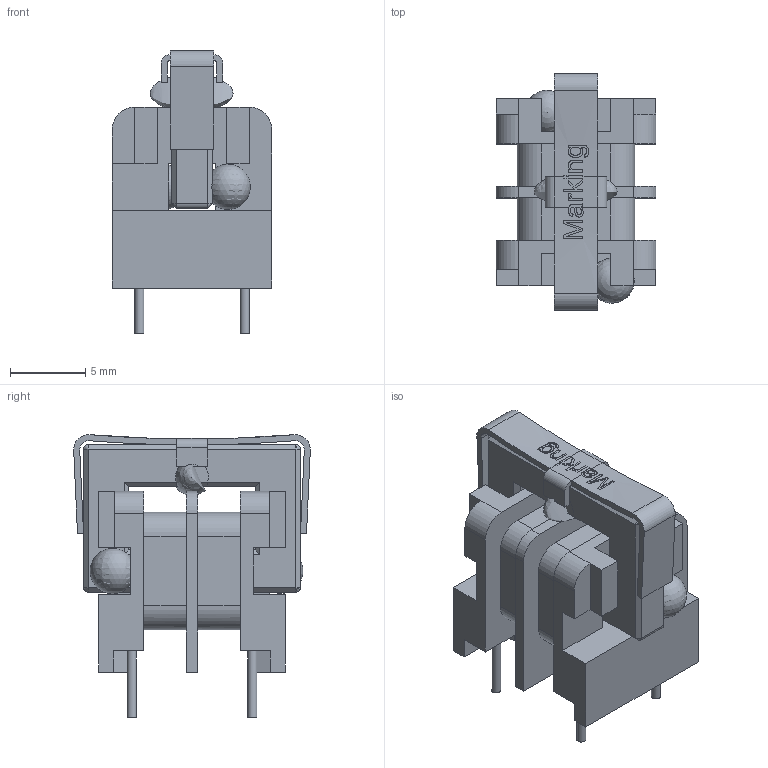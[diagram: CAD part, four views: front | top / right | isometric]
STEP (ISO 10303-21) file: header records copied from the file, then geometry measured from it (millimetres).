
FILE_DESCRIPTION(/* description */ ('Unknown'),/* implementation_level */ '2;1');
FILE_NAME(/* name */ '744862xxx',/* time_stamp */ '2020-07-15T16:41:57+02:00',/* author */ ('Unknown'),/* organization */ ('Unknown'),/* preprocessor_version */ 'ST-DEVELOPER v16.7',/* originating_system */ 'DEX',/* authorisation */ $);
FILE_SCHEMA (('AUTOMOTIVE_DESIGN {1 0 10303 214 3 1 1}'));
Length unit declared in the file: millimetre
Products named in the file (7): 744862xxx; bobbin_UU-9.8; core_UU-9.8; clip_UU-9.8; Glue 3; Glue 2; Glue 1
Assembly tree (7 placements, depth 2):
  744862xxx
    bobbin_UU-9.8
    core_UU-9.8  x2
    clip_UU-9.8
    Glue 3
    Glue 2
    Glue 1
Bounding box: 10.6 x 15.7 x 18.75 mm (x, y, z)
Volume: 1202.2 mm3; surface area: 1888.8 mm2
Topology: 7 solids, 7 shells, 297 faces, 769 edges, 488 vertices
Faces by surface type: plane 222, cylinder 48, bspline 17, cone 8, sphere 2
Full cylindrical faces by diameter (mm): 0.6 x4
Entity records: 10463 total; most frequent: CARTESIAN_POINT 2296, ORIENTED_EDGE 1348, DIRECTION 1226, EDGE_CURVE 674, LINE 454, VECTOR 454, VERTEX_POINT 440, AXIS2_PLACEMENT_3D 386
